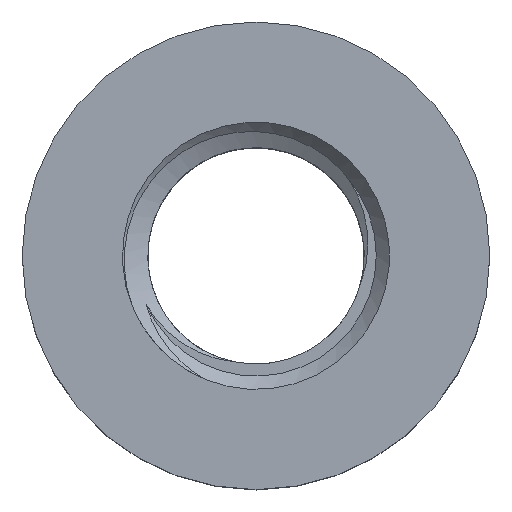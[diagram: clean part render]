
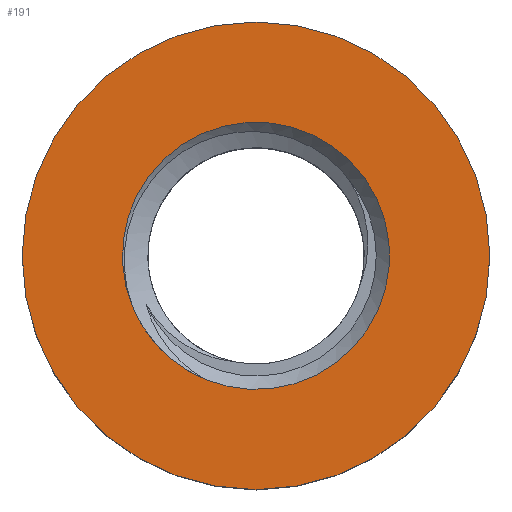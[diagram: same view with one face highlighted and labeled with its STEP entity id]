
A CAD part, top view. The second image highlights one B-rep face of the part: STEP entity #191.
In plain terms, the highlighted face is planar.
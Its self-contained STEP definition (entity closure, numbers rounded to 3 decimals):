
#32=CIRCLE('',#217,3.5);
#38=CIRCLE('',#227,2.);
#39=CIRCLE('',#228,2.);
#45=PLANE('',#226);
#70=ORIENTED_EDGE('',*,*,#114,.T.);
#71=ORIENTED_EDGE('',*,*,#115,.T.);
#72=ORIENTED_EDGE('',*,*,#108,.F.);
#108=EDGE_CURVE('',#131,#131,#32,.T.);
#114=EDGE_CURVE('',#124,#136,#38,.T.);
#115=EDGE_CURVE('',#136,#124,#39,.T.);
#124=VERTEX_POINT('',#445);
#131=VERTEX_POINT('',#639);
#136=VERTEX_POINT('',#654);
#157=EDGE_LOOP('',(#70,#71));
#158=EDGE_LOOP('',(#72));
#175=FACE_BOUND('',#157,.T.);
#176=FACE_BOUND('',#158,.T.);
#191=ADVANCED_FACE('',(#175,#176),#45,.F.);
#217=AXIS2_PLACEMENT_3D('',#638,#247,#248);
#226=AXIS2_PLACEMENT_3D('',#652,#265,#266);
#227=AXIS2_PLACEMENT_3D('',#653,#267,#268);
#228=AXIS2_PLACEMENT_3D('',#655,#269,#270);
#247=DIRECTION('',(-1.,0.,0.));
#248=DIRECTION('',(0.,0.,1.));
#265=DIRECTION('',(-1.,0.,0.));
#266=DIRECTION('',(0.,0.,1.));
#267=DIRECTION('',(-1.,0.,0.));
#268=DIRECTION('',(0.,0.,1.));
#269=DIRECTION('',(-1.,0.,0.));
#270=DIRECTION('',(0.,0.,1.));
#445=CARTESIAN_POINT('',(4.,1.85,-0.761));
#638=CARTESIAN_POINT('',(4.,0.,0.));
#639=CARTESIAN_POINT('',(4.,0.,3.5));
#652=CARTESIAN_POINT('',(4.,0.,0.));
#653=CARTESIAN_POINT('',(4.,0.,0.));
#654=CARTESIAN_POINT('',(4.,0.766,-1.848));
#655=CARTESIAN_POINT('',(4.,0.,0.));
